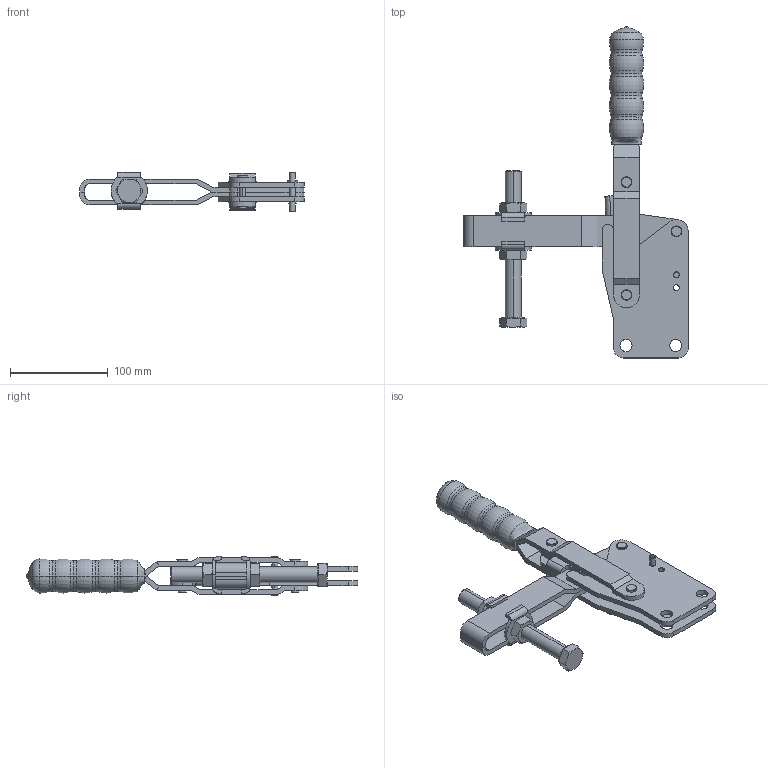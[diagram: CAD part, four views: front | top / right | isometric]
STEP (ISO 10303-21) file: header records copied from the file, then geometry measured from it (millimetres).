
FILE_DESCRIPTION (( 'STEP AP214' ), '1' );
FILE_NAME ('GH-101-JSB(Â²¤Æ).STEP', '2020-05-14T03:16:39', ( 'LinWei' ), ( '' ), 'SwSTEP 2.0', 'SolidWorks 2016', '' );
FILE_SCHEMA (( 'AUTOMOTIVE_DESIGN' ));
Length unit declared in the file: millimetre
Products named in the file (6): Group4^GH-101-JSI(簡化)-1; Group5^GH-101-JSB(簡化); Group3^GH-101-JSB(簡化); Group2^GH-101-JSB(簡化); Group1^GH-101-JSB(簡化); GH-101-JSB(簡化)
Assembly tree (5 placements, depth 2):
  GH-101-JSB(簡化)
    Group1^GH-101-JSB(簡化)
    Group2^GH-101-JSB(簡化)
    Group3^GH-101-JSB(簡化)
    Group5^GH-101-JSB(簡化)
    Group4^GH-101-JSI(簡化)-1
Bounding box: 229.2 x 339.2 x 40 mm (x, y, z)
Volume: 243533.9 mm3; surface area: 137950.3 mm2
Topology: 4 solids, 6 shells, 364 faces, 902 edges, 567 vertices
Faces by surface type: plane 160, cylinder 122, cone 42, torus 32, sphere 6, bspline 2
Entity records: 13877 total; most frequent: CARTESIAN_POINT 3058, DIRECTION 1924, ORIENTED_EDGE 1802, EDGE_CURVE 902, AXIS2_PLACEMENT_3D 735, VERTEX_POINT 567, LINE 454, VECTOR 454
